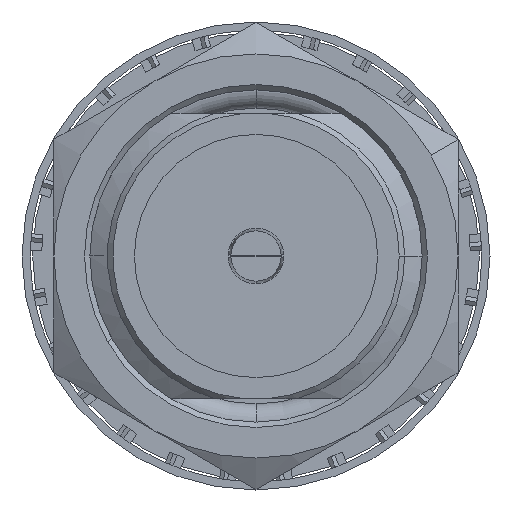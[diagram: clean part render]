
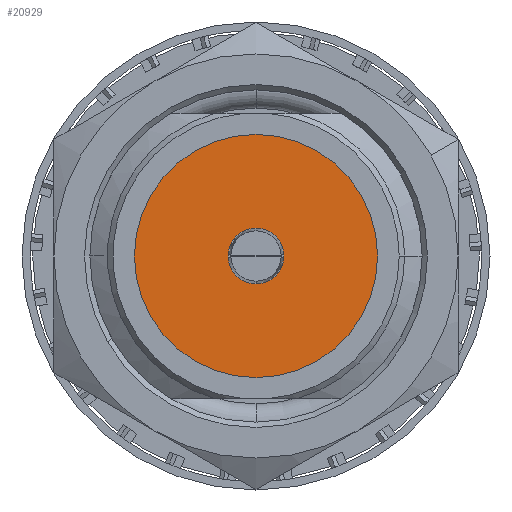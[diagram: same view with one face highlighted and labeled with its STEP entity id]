
A CAD part, left-side view. The second image highlights one B-rep face of the part: STEP entity #20929.
In plain terms, the highlighted face is planar.
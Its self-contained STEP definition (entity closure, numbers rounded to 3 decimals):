
#5975 = DIRECTION ( 'NONE',  ( 1., 0., 0. ) ) ;
#9586 = CARTESIAN_POINT ( 'NONE',  ( 21.412, 0., 0. ) ) ;
#12810 = DIRECTION ( 'NONE',  ( 1., 0., 0. ) ) ;
#14658 = CIRCLE ( 'NONE', #79692, 5.715 ) ;
#14795 = CIRCLE ( 'NONE', #36446, 5.715 ) ;
#16940 = EDGE_LOOP ( 'NONE', ( #78314, #80634 ) ) ;
#18252 = AXIS2_PLACEMENT_3D ( 'NONE', #9586, #68726, #32398 ) ;
#18838 = DIRECTION ( 'NONE',  ( 1., 0., 0. ) ) ;
#19718 = EDGE_CURVE ( 'NONE', #62123, #23646, #94496, .T. ) ;
#20929 = ADVANCED_FACE ( 'NONE', ( #87375, #56853 ), #86429, .T. ) ;
#23646 = VERTEX_POINT ( 'NONE', #71855 ) ;
#24212 = ORIENTED_EDGE ( 'NONE', *, *, #72119, .T. ) ;
#26014 = CIRCLE ( 'NONE', #18252, 1.311 ) ;
#28393 = DIRECTION ( 'NONE',  ( 0., 0., -1. ) ) ;
#32398 = DIRECTION ( 'NONE',  ( 0., 0., -1. ) ) ;
#32749 = AXIS2_PLACEMENT_3D ( 'NONE', #71884, #5975, #64609 ) ;
#36446 = AXIS2_PLACEMENT_3D ( 'NONE', #81677, #44821, #28393 ) ;
#43134 = ORIENTED_EDGE ( 'NONE', *, *, #43569, .T. ) ;
#43569 = EDGE_CURVE ( 'NONE', #55575, #69187, #14795, .T. ) ;
#44821 = DIRECTION ( 'NONE',  ( 1., 0., 0. ) ) ;
#45407 = EDGE_LOOP ( 'NONE', ( #43134, #24212 ) ) ;
#51216 = CARTESIAN_POINT ( 'NONE',  ( 21.412, 0., -1.311 ) ) ;
#55575 = VERTEX_POINT ( 'NONE', #72287 ) ;
#55955 = EDGE_CURVE ( 'NONE', #23646, #62123, #26014, .T. ) ;
#56853 = FACE_OUTER_BOUND ( 'NONE', #45407, .T. ) ;
#62123 = VERTEX_POINT ( 'NONE', #51216 ) ;
#64609 = DIRECTION ( 'NONE',  ( 0., 0., -1. ) ) ;
#68726 = DIRECTION ( 'NONE',  ( 1., 0., 0. ) ) ;
#69187 = VERTEX_POINT ( 'NONE', #80995 ) ;
#71855 = CARTESIAN_POINT ( 'NONE',  ( 21.412, 0., 1.311 ) ) ;
#71884 = CARTESIAN_POINT ( 'NONE',  ( 21.412, 0., 0. ) ) ;
#72119 = EDGE_CURVE ( 'NONE', #69187, #55575, #14658, .T. ) ;
#72287 = CARTESIAN_POINT ( 'NONE',  ( 21.412, 0., -5.715 ) ) ;
#77496 = CARTESIAN_POINT ( 'NONE',  ( 21.412, 0., 0. ) ) ;
#77531 = AXIS2_PLACEMENT_3D ( 'NONE', #77496, #18838, #92002 ) ;
#78314 = ORIENTED_EDGE ( 'NONE', *, *, #19718, .F. ) ;
#79226 = CARTESIAN_POINT ( 'NONE',  ( 21.412, 0., 0. ) ) ;
#79692 = AXIS2_PLACEMENT_3D ( 'NONE', #79226, #12810, #86955 ) ;
#80634 = ORIENTED_EDGE ( 'NONE', *, *, #55955, .F. ) ;
#80995 = CARTESIAN_POINT ( 'NONE',  ( 21.412, 0., 5.715 ) ) ;
#81677 = CARTESIAN_POINT ( 'NONE',  ( 21.412, 0., 0. ) ) ;
#86429 = PLANE ( 'NONE',  #32749 ) ;
#86955 = DIRECTION ( 'NONE',  ( 0., 0., -1. ) ) ;
#87375 = FACE_BOUND ( 'NONE', #16940, .T. ) ;
#92002 = DIRECTION ( 'NONE',  ( 0., 0., -1. ) ) ;
#94496 = CIRCLE ( 'NONE', #77531, 1.311 ) ;
